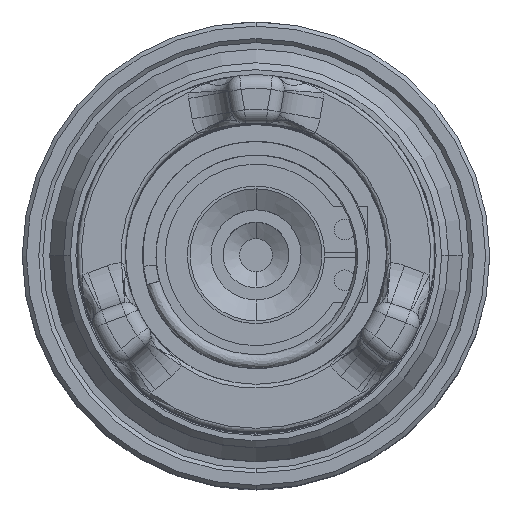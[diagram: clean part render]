
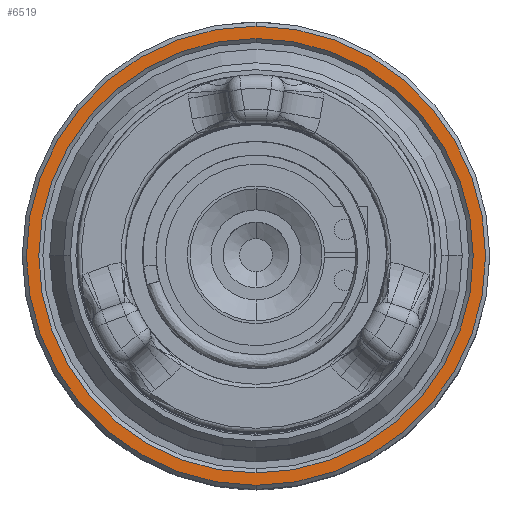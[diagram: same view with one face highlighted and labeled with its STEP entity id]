
A CAD part, top view. The second image highlights one B-rep face of the part: STEP entity #6519.
In plain terms, the highlighted planar face has unit normal (0, 0, 1).
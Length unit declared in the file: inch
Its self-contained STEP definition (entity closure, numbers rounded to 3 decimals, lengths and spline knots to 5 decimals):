
#1822=CARTESIAN_POINT('',(0.,0.,2.53937));
#1823=DIRECTION('',(0.,0.,1.));
#1824=DIRECTION('',(0.,-1.,0.));
#1825=AXIS2_PLACEMENT_3D('',#1822,#1823,#1824);
#1827=CARTESIAN_POINT('',(0.,0.,2.53937));
#1828=DIRECTION('',(0.,0.,1.));
#1829=DIRECTION('',(0.,1.,0.));
#1830=AXIS2_PLACEMENT_3D('',#1827,#1828,#1829);
#1832=CARTESIAN_POINT('',(0.,0.,2.53937));
#1833=DIRECTION('',(0.,0.,-1.));
#1834=DIRECTION('',(0.,1.,0.));
#1835=AXIS2_PLACEMENT_3D('',#1832,#1833,#1834);
#1837=CARTESIAN_POINT('',(0.,0.,2.53937));
#1838=DIRECTION('',(0.,0.,-1.));
#1839=DIRECTION('',(0.,-1.,0.));
#1840=AXIS2_PLACEMENT_3D('',#1837,#1838,#1839);
#4594=CARTESIAN_POINT('',(0.,-0.65748,2.53937));
#4595=CARTESIAN_POINT('',(0.,0.65748,2.53937));
#4596=VERTEX_POINT('',#4594);
#4597=VERTEX_POINT('',#4595);
#4602=CARTESIAN_POINT('',(0.,0.62205,2.53937));
#4603=CARTESIAN_POINT('',(0.,-0.62205,2.53937));
#4604=VERTEX_POINT('',#4602);
#4605=VERTEX_POINT('',#4603);
#6503=CARTESIAN_POINT('',(0.,0.,2.53937));
#6504=DIRECTION('',(0.,0.,-1.));
#6505=DIRECTION('',(0.,1.,0.));
#6506=AXIS2_PLACEMENT_3D('',#6503,#6504,#6505);
#6507=PLANE('',#6506);
#6509=ORIENTED_EDGE('',*,*,#6508,.F.);
#6510=ORIENTED_EDGE('',*,*,#6481,.F.);
#6511=EDGE_LOOP('',(#6509,#6510));
#6512=FACE_OUTER_BOUND('',#6511,.F.);
#6514=ORIENTED_EDGE('',*,*,#6513,.F.);
#6516=ORIENTED_EDGE('',*,*,#6515,.F.);
#6517=EDGE_LOOP('',(#6514,#6516));
#6518=FACE_BOUND('',#6517,.F.);
#1826=CIRCLE('',#1825,0.65748);
#1831=CIRCLE('',#1830,0.65748);
#1836=CIRCLE('',#1835,0.62205);
#1841=CIRCLE('',#1840,0.62205);
#6481=EDGE_CURVE('',#4597,#4596,#1831,.T.);
#6508=EDGE_CURVE('',#4596,#4597,#1826,.T.);
#6513=EDGE_CURVE('',#4604,#4605,#1836,.T.);
#6515=EDGE_CURVE('',#4605,#4604,#1841,.T.);
#6519=ADVANCED_FACE('',(#6512,#6518),#6507,.F.);
